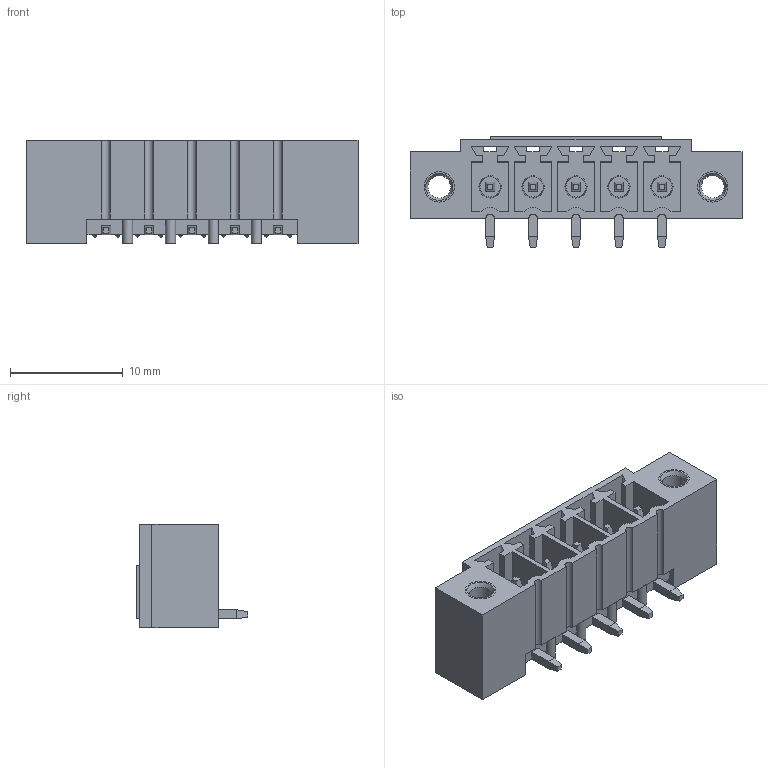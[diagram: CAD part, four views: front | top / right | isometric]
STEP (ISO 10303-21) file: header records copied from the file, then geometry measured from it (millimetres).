
FILE_DESCRIPTION(/* description */ ('Unknown'),/* implementation_level */ '2;1');
FILE_NAME(/* name */ '691701350005B',/* time_stamp */ '2018-04-13T12:24:04+02:00',/* author */ ('Unknown'),/* organization */ ('Unknown'),/* preprocessor_version */ 'ST-DEVELOPER v16.7',/* originating_system */ 'DEX',/* authorisation */ $);
FILE_SCHEMA (('AUTOMOTIVE_DESIGN {1 0 10303 214 3 1 1}'));
Length unit declared in the file: millimetre
Products named in the file (4): 6917013500xxB; 691701350005B; 6917013500xxB_PIN; 6917013500xxB_Thread
Assembly tree (8 placements, depth 2):
  6917013500xxB
    691701350005B
    6917013500xxB_PIN  x5
    6917013500xxB_Thread  x2
Bounding box: 29.44 x 9.9 x 9.2 mm (x, y, z)
Volume: 1053.3 mm3; surface area: 2430.4 mm2
Topology: 8 solids, 8 shells, 339 faces, 901 edges, 586 vertices
Faces by surface type: plane 278, cylinder 44, sphere 10, cone 7
Full cylindrical faces by diameter (mm): 0.3 x10, 0.9 x8, 2.013 x2, 2.7 x4
Entity records: 8116 total; most frequent: CARTESIAN_POINT 1399, ORIENTED_EDGE 1338, DIRECTION 1298, EDGE_CURVE 669, LINE 582, VECTOR 582, VERTEX_POINT 459, AXIS2_PLACEMENT_3D 358
